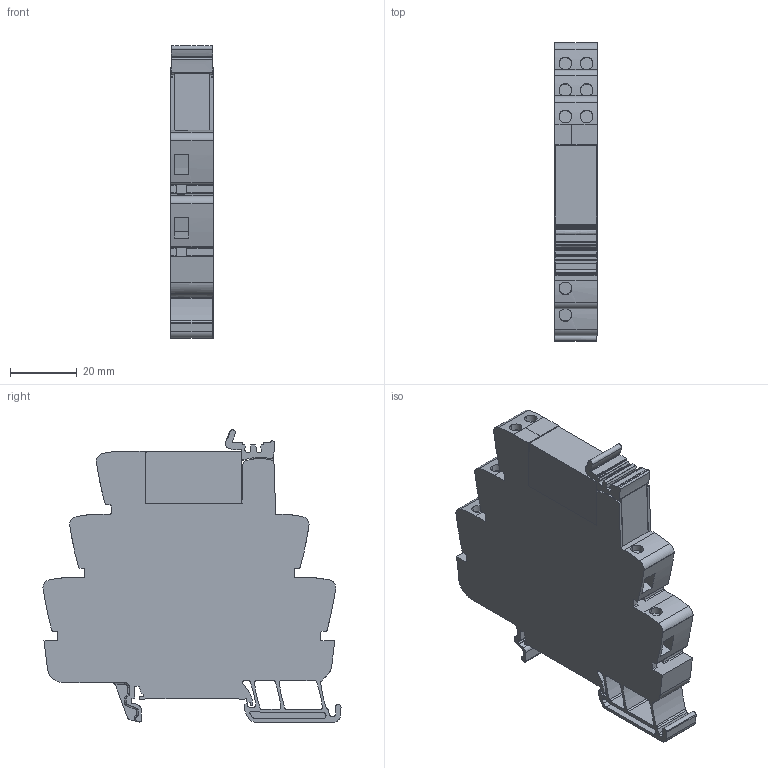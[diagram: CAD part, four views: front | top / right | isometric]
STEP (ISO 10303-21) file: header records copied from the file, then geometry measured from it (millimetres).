
FILE_DESCRIPTION(('CATIA V5 STEP Exchange','CAx-IF Rec.Pracs.--- Model Styling and Organization---1.5--- 2016-08-15','CAx-IF Rec.Pracs.---Supplemental Geometry---1.0---2011-11-01','CAx-IF Rec.Pracs.--- Composite Materials ---1.1---2010-07-15'),'2;1');
FILE_NAME ('6317806_6', '2025-09-23T06:43:15+00:00', ('none'), ('Weidmueller'), 'CATIA Version 5-6 Release 2024 SP4', 'CATIA V5 STEP AP214 v3', 'none');
FILE_SCHEMA(('AUTOMOTIVE_DESIGN { 1 0 10303 214 1 1 1 1 }'));
Length unit declared in the file: millimetre
Products named in the file (1): 1127690000
Bounding box: 12.8 x 89.55 x 87.83 mm (x, y, z)
Volume: 64376 mm3; surface area: 22842.3 mm2
Topology: 8 solids, 8 shells, 512 faces, 1521 edges, 1043 vertices
Faces by surface type: plane 291, cylinder 155, extrusion 48, bspline 9, torus 5, sphere 4
Entity records: 18403 total; most frequent: CARTESIAN_POINT 5385, ORIENTED_EDGE 3030, DIRECTION 2070, EDGE_CURVE 1515, VECTOR 1103, LINE 1055, VERTEX_POINT 1043, AXIS2_PLACEMENT_3D 631
